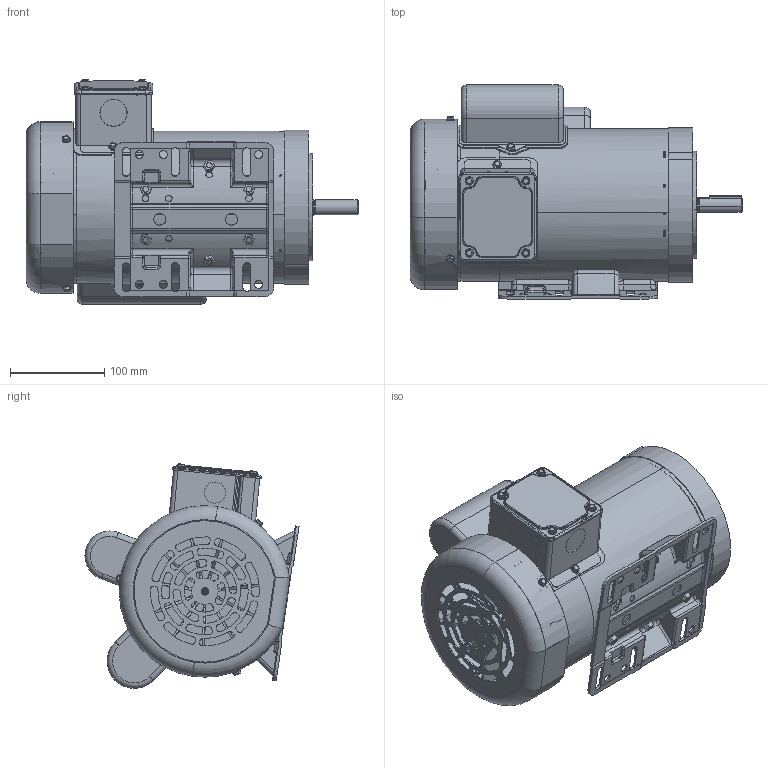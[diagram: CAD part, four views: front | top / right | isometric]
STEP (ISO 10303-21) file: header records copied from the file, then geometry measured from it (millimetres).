
FILE_DESCRIPTION (( 'STEP AP214' ), '1' );
FILE_NAME ('MTR2-002-1AB18.STEP', '2016-01-12T22:00:18', ( '' ), ( '' ), 'SwSTEP 2.0', 'SolidWorks 2015', '' );
FILE_SCHEMA (( 'AUTOMOTIVE_DESIGN' ));
Length unit declared in the file: inch
Products named in the file (25): Fan; Rear bearing A; Rear end bell C; shaft mid 002-18; Front keyed shaft; Cap Cover bolt Hex Washer Screw_AI_IN-HWMS 0.164-32x0.25x0.25-N; front end bell; Elec Cover bolt Hex Washer Screw_AI_IN-HWMS 0.164-32x0.3125x0.3125-N; Front bearing A; Shaft Key1875 x 1875 x 1.38; Tail Shaft A; Front Flange bolt Hex Washer Screw_AI_IN-HWMS 0.19-24x1x1-N; Fan cover bolt Hex Washer Screw_AI_IN-HWMS 0.164-32x0.25x0.25-N; MTR2-002-1AB18; Base bolt Hexagon head tapping screws GB_PreviewCfg; Large Cap Gasket·; Large Cap cover; Cap cover; MTA2-BASE-56 - TEST 2; body round A; Elec box gasket; Cap cover gasket; Elec box screw cover; Elec Box; Fan Guard A
Assembly tree (40 placements, depth 2):
  MTR2-002-1AB18
    Tail Shaft A
    Front bearing A
    front end bell
    Front keyed shaft
    Rear end bell C
    Rear bearing A
    Fan
    Fan Guard A
    Elec Box
    Elec box screw cover
    Cap cover gasket
    Elec box gasket
    body round A
    MTA2-BASE-56 - TEST 2
    Cap cover
    Large Cap cover
    Large Cap Gasket·
    Base bolt Hexagon head tapping screws GB_PreviewCfg  x6
    Fan cover bolt Hex Washer Screw_AI_IN-HWMS 0.164-32x0.25x0.25-N  x3
    Front Flange bolt Hex Washer Screw_AI_IN-HWMS 0.19-24x1x1-N  x2
    Shaft Key1875 x 1875 x 1.38
    Elec Cover bolt Hex Washer Screw_AI_IN-HWMS 0.164-32x0.3125x0.3125-N  x4
    Cap Cover bolt Hex Washer Screw_AI_IN-HWMS 0.164-32x0.25x0.25-N  x6
    shaft mid 002-18
Bounding box: 353.17 x 227.72 x 238.87 mm (x, y, z)
Volume: 1017370.9 mm3; surface area: 883032.5 mm2
Topology: 56 solids, 56 shells, 2666 faces, 6957 edges, 4436 vertices
Faces by surface type: cylinder 1053, plane 1010, bspline 291, torus 198, cone 106, sphere 8
Entity records: 99952 total; most frequent: CARTESIAN_POINT 38336, ORIENTED_EDGE 12614, DIRECTION 11533, EDGE_CURVE 6307, AXIS2_PLACEMENT_3D 4399, VERTEX_POINT 4040, VECTOR 2735, LINE 2735
